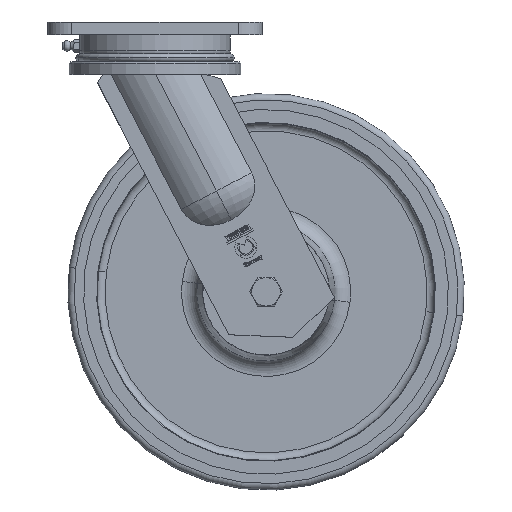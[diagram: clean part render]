
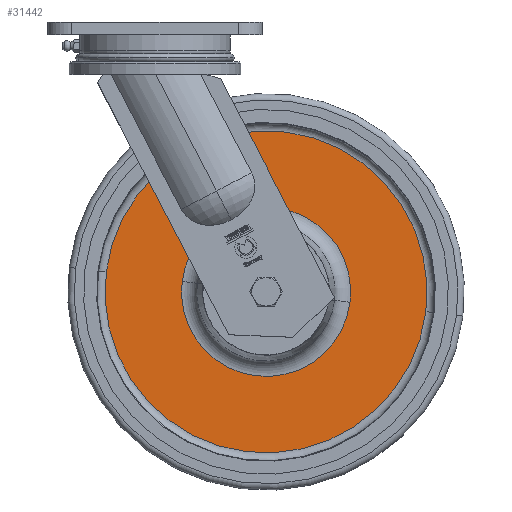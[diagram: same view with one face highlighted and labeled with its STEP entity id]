
A CAD part, top view. The second image highlights one B-rep face of the part: STEP entity #31442.
In plain terms, the highlighted planar face has unit normal (0, 0, 1).
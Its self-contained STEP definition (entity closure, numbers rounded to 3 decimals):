
#1526 = CIRCLE ( 'NONE', #34988, 101.5 ) ;
#3839 = CARTESIAN_POINT ( 'NONE',  ( 167.004, -176.54, 4. ) ) ;
#4197 = DIRECTION ( 'NONE',  ( 0., 0., 1. ) ) ;
#5285 = CARTESIAN_POINT ( 'NONE',  ( 114.109, -170., 4. ) ) ;
#5368 = CARTESIAN_POINT ( 'NONE',  ( 114.109, -170., 4. ) ) ;
#5615 = FACE_OUTER_BOUND ( 'NONE', #25368, .T. ) ;
#6389 = EDGE_CURVE ( 'NONE', #15832, #18549, #21163, .T. ) ;
#6623 = FACE_BOUND ( 'NONE', #34038, .T. ) ;
#7292 = VERTEX_POINT ( 'NONE', #3839 ) ;
#7708 = ORIENTED_EDGE ( 'NONE', *, *, #40529, .T. ) ;
#8530 = DIRECTION ( 'NONE',  ( 0.992, -0.123, 0. ) ) ;
#8603 = DIRECTION ( 'NONE',  ( 0.992, -0.123, 0. ) ) ;
#10146 = CARTESIAN_POINT ( 'NONE',  ( 127.177, -64.305, 4. ) ) ;
#10881 = ORIENTED_EDGE ( 'NONE', *, *, #23555, .T. ) ;
#13391 = DIRECTION ( 'NONE',  ( 0.992, -0.123, 0. ) ) ;
#15832 = VERTEX_POINT ( 'NONE', #17042 ) ;
#16384 = CARTESIAN_POINT ( 'NONE',  ( 114.109, -170., 4. ) ) ;
#16557 = ORIENTED_EDGE ( 'NONE', *, *, #6389, .T. ) ;
#16581 = AXIS2_PLACEMENT_3D ( 'NONE', #23431, #4197, #26650 ) ;
#17042 = CARTESIAN_POINT ( 'NONE',  ( 214.842, -182.454, 4. ) ) ;
#18549 = VERTEX_POINT ( 'NONE', #19899 ) ;
#19604 = DIRECTION ( 'NONE',  ( 0.992, -0.123, 0. ) ) ;
#19899 = CARTESIAN_POINT ( 'NONE',  ( 13.376, -157.546, 4. ) ) ;
#21163 = CIRCLE ( 'NONE', #16581, 101.5 ) ;
#22292 = AXIS2_PLACEMENT_3D ( 'NONE', #5285, #27747, #8530 ) ;
#22581 = ORIENTED_EDGE ( 'NONE', *, *, #36570, .T. ) ;
#23431 = CARTESIAN_POINT ( 'NONE',  ( 114.109, -170., 4. ) ) ;
#23555 = EDGE_CURVE ( 'NONE', #31877, #7292, #29861, .T. ) ;
#25368 = EDGE_LOOP ( 'NONE', ( #16557, #22581 ) ) ;
#26650 = DIRECTION ( 'NONE',  ( 0.992, -0.123, 0. ) ) ;
#27267 = AXIS2_PLACEMENT_3D ( 'NONE', #10146, #32593, #13391 ) ;
#27747 = DIRECTION ( 'NONE',  ( 0., 0., -1. ) ) ;
#27830 = DIRECTION ( 'NONE',  ( 0., 0., -1. ) ) ;
#29861 = CIRCLE ( 'NONE', #35267, 53.297 ) ;
#31442 = ADVANCED_FACE ( 'NONE', ( #6623, #5615 ), #38835, .T. ) ;
#31877 = VERTEX_POINT ( 'NONE', #41474 ) ;
#32138 = CIRCLE ( 'NONE', #22292, 53.297 ) ;
#32593 = DIRECTION ( 'NONE',  ( 0., 0., 1. ) ) ;
#34038 = EDGE_LOOP ( 'NONE', ( #7708, #10881 ) ) ;
#34988 = AXIS2_PLACEMENT_3D ( 'NONE', #16384, #38739, #19604 ) ;
#35267 = AXIS2_PLACEMENT_3D ( 'NONE', #5368, #27830, #8603 ) ;
#36570 = EDGE_CURVE ( 'NONE', #18549, #15832, #1526, .T. ) ;
#38739 = DIRECTION ( 'NONE',  ( 0., 0., 1. ) ) ;
#38835 = PLANE ( 'NONE',  #27267 ) ;
#40529 = EDGE_CURVE ( 'NONE', #7292, #31877, #32138, .T. ) ;
#41474 = CARTESIAN_POINT ( 'NONE',  ( 61.215, -163.46, 4. ) ) ;
